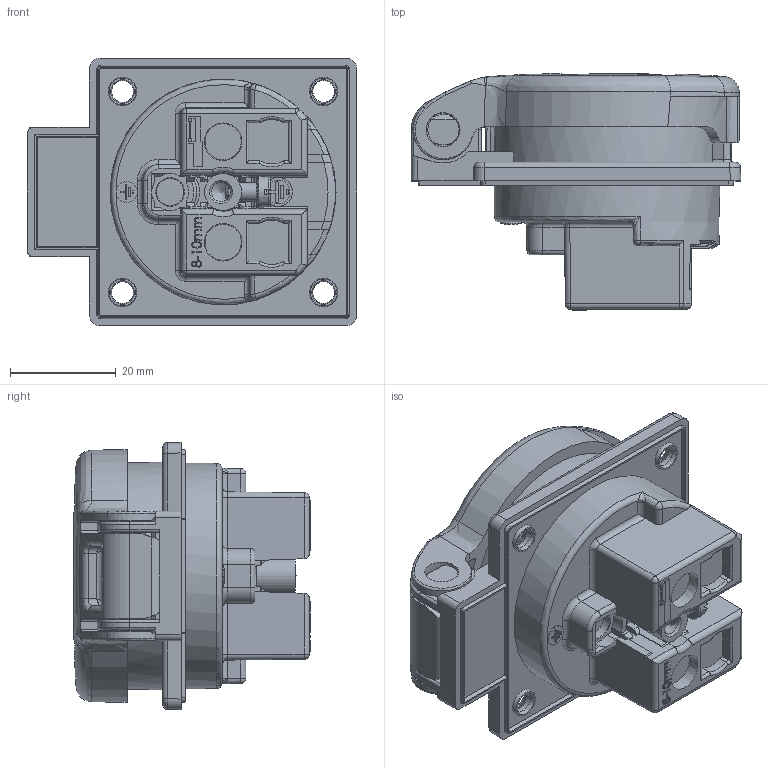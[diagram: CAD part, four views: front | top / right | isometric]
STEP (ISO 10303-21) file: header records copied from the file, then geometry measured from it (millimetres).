
FILE_DESCRIPTION (( 'STEP AP203' ), '1' );
FILE_NAME ('1050-0bw.STEP', '2019-08-06T05:52:53', ( '' ), ( '' ), 'SwSTEP 2.0', 'SolidWorks 2019', '' );
FILE_SCHEMA (( 'CONFIG_CONTROL_DESIGN' ));
Length unit declared in the file: millimetre
Products named in the file (1): 1050-0bw
Bounding box: 62.25 x 44.75 x 50.5 mm (x, y, z)
Volume: 62873.8 mm3; surface area: 17058 mm2
Topology: 1 solids, 1 shells, 1075 faces, 2847 edges, 1827 vertices
Faces by surface type: plane 575, cylinder 187, bspline 137, cone 119, torus 45, sphere 12
Full cylindrical faces by diameter (mm): 3.5 x1, 3.6 x1, 3.949 x1, 4.442 x1, 5.2 x1, 5.428 x1, 5.75 x2, 7 x1
Entity records: 40586 total; most frequent: CARTESIAN_POINT 15680, ORIENTED_EDGE 5526, DIRECTION 4538, EDGE_CURVE 2763, VERTEX_POINT 1801, VECTOR 1644, LINE 1644, AXIS2_PLACEMENT_3D 1447
